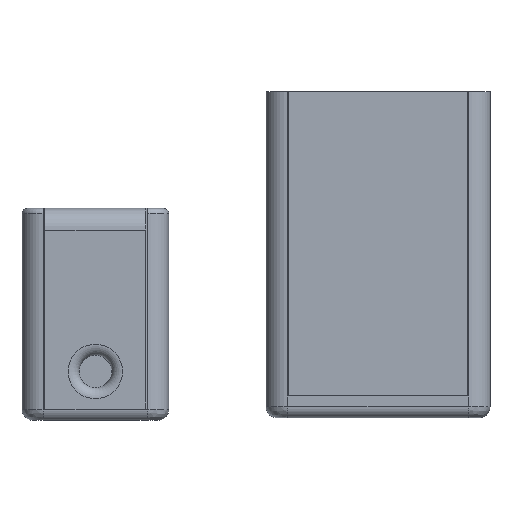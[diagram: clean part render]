
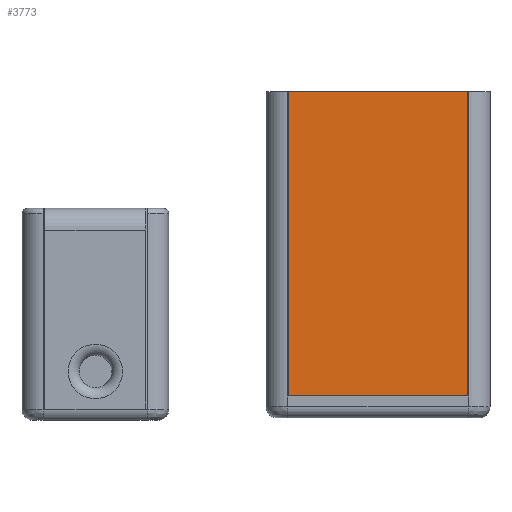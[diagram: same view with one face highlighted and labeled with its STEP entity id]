
A CAD part, front view. The second image highlights one B-rep face of the part: STEP entity #3773.
In plain terms, the highlighted planar face has unit normal (0, -1, 0).
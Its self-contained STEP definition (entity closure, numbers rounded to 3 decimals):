
#359=FACE_OUTER_BOUND('',#569,.T.);
#569=EDGE_LOOP('',(#3206,#3207,#3208,#3209));
#861=LINE('',#6084,#1294);
#963=LINE('',#6317,#1396);
#964=LINE('',#6319,#1397);
#965=LINE('',#6320,#1398);
#1294=VECTOR('',#4597,10.);
#1396=VECTOR('',#4807,10.);
#1397=VECTOR('',#4808,10.);
#1398=VECTOR('',#4809,10.);
#1700=VERTEX_POINT('',#6081);
#1701=VERTEX_POINT('',#6083);
#1778=VERTEX_POINT('',#6316);
#1779=VERTEX_POINT('',#6318);
#2160=EDGE_CURVE('',#1700,#1701,#861,.T.);
#2276=EDGE_CURVE('',#1778,#1700,#963,.T.);
#2277=EDGE_CURVE('',#1778,#1779,#964,.T.);
#2278=EDGE_CURVE('',#1779,#1701,#965,.T.);
#3206=ORIENTED_EDGE('',*,*,#2276,.F.);
#3207=ORIENTED_EDGE('',*,*,#2277,.T.);
#3208=ORIENTED_EDGE('',*,*,#2278,.T.);
#3209=ORIENTED_EDGE('',*,*,#2160,.F.);
#3584=PLANE('',#4027);
#3773=ADVANCED_FACE('',(#359),#3584,.F.);
#4027=AXIS2_PLACEMENT_3D('',#6315,#4805,#4806);
#4597=DIRECTION('',(1.,0.,0.));
#4805=DIRECTION('center_axis',(0.,1.,0.));
#4806=DIRECTION('ref_axis',(1.,0.,0.));
#4807=DIRECTION('',(0.,0.,1.));
#4808=DIRECTION('',(1.,0.,0.));
#4809=DIRECTION('',(0.,0.,1.));
#6081=CARTESIAN_POINT('',(43.,0.,59.));
#6083=CARTESIAN_POINT('',(76.,0.,59.));
#6084=CARTESIAN_POINT('',(43.,0.,59.));
#6315=CARTESIAN_POINT('Origin',(59.5,0.,31.));
#6316=CARTESIAN_POINT('',(43.,0.,3.));
#6317=CARTESIAN_POINT('',(43.,0.,3.));
#6318=CARTESIAN_POINT('',(76.,0.,3.));
#6319=CARTESIAN_POINT('',(43.,0.,3.));
#6320=CARTESIAN_POINT('',(76.,0.,3.));
